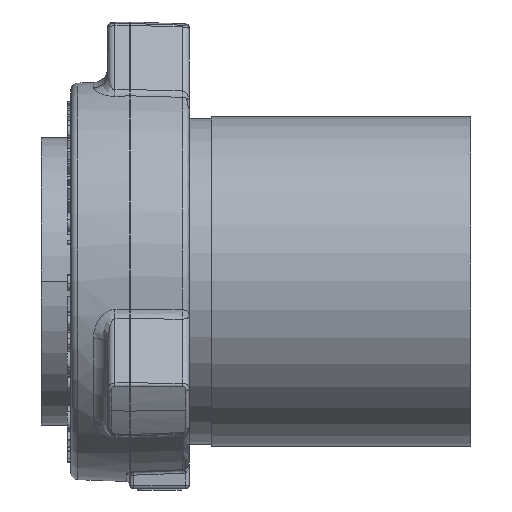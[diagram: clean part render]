
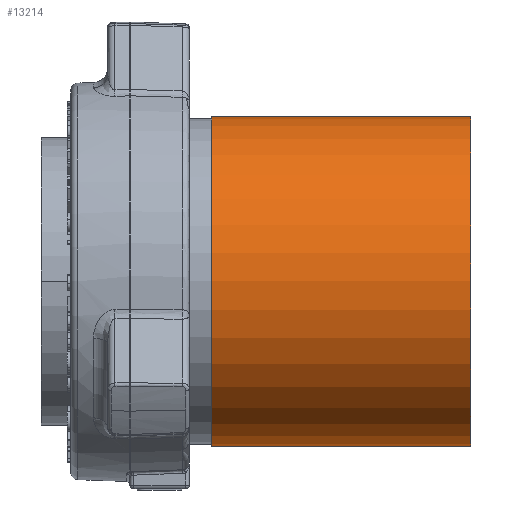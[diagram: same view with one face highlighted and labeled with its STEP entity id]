
A CAD part, left-side view. The second image highlights one B-rep face of the part: STEP entity #13214.
In plain terms, the highlighted cylindrical face has radius 70.65 mm (diameter 141.3 mm), a partial arc.
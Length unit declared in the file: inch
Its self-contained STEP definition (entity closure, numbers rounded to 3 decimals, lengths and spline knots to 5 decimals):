
#850 = ORIENTED_EDGE ( 'NONE', *, *, #13440, .T. ) ;
#1064 = VERTEX_POINT ( 'NONE', #7966 ) ;
#1351 = CARTESIAN_POINT ( 'NONE',  ( 0., 4.375, 2.7815 ) ) ;
#4200 = CARTESIAN_POINT ( 'NONE',  ( 0., 6.125, 0. ) ) ;
#4426 = AXIS2_PLACEMENT_3D ( 'NONE', #9436, #18407, #4574 ) ;
#4495 = DIRECTION ( 'NONE',  ( 0., -1., 0. ) ) ;
#4574 = DIRECTION ( 'NONE',  ( 0., 0., -1. ) ) ;
#5138 = CARTESIAN_POINT ( 'NONE',  ( 0., 0., -2.7815 ) ) ;
#5585 = ORIENTED_EDGE ( 'NONE', *, *, #18947, .F. ) ;
#5834 = CARTESIAN_POINT ( 'NONE',  ( 0., 0., 2.7815 ) ) ;
#6203 = DIRECTION ( 'NONE',  ( 0., 0., 1. ) ) ;
#6657 = VECTOR ( 'NONE', #24972, 39.37008 ) ;
#7830 = ORIENTED_EDGE ( 'NONE', *, *, #24982, .T. ) ;
#7966 = CARTESIAN_POINT ( 'NONE',  ( 0., 4.375, -2.7815 ) ) ;
#8562 = AXIS2_PLACEMENT_3D ( 'NONE', #26990, #24563, #6203 ) ;
#9029 = LINE ( 'NONE', #26953, #27283 ) ;
#9436 = CARTESIAN_POINT ( 'NONE',  ( 0., 4.375, 0. ) ) ;
#9998 = CIRCLE ( 'NONE', #8562, 2.7815 ) ;
#13214 = ADVANCED_FACE ( 'NONE', ( #20009 ), #19413, .T. ) ;
#13311 = DIRECTION ( 'NONE',  ( 0., -1., 0. ) ) ;
#13440 = EDGE_CURVE ( 'NONE', #1064, #24876, #9029, .T. ) ;
#13640 = VERTEX_POINT ( 'NONE', #5834 ) ;
#14563 = EDGE_CURVE ( 'NONE', #15715, #1064, #17540, .T. ) ;
#15599 = DIRECTION ( 'NONE',  ( 0., 0., -1. ) ) ;
#15715 = VERTEX_POINT ( 'NONE', #1351 ) ;
#17540 = CIRCLE ( 'NONE', #4426, 2.7815 ) ;
#18407 = DIRECTION ( 'NONE',  ( 0., -1., 0. ) ) ;
#18947 = EDGE_CURVE ( 'NONE', #15715, #13640, #29250, .T. ) ;
#19413 = CYLINDRICAL_SURFACE ( 'NONE', #24378, 2.7815 ) ;
#20009 = FACE_OUTER_BOUND ( 'NONE', #29223, .T. ) ;
#22551 = CARTESIAN_POINT ( 'NONE',  ( 0., 6.125, 2.7815 ) ) ;
#24378 = AXIS2_PLACEMENT_3D ( 'NONE', #4200, #4495, #15599 ) ;
#24563 = DIRECTION ( 'NONE',  ( 0., 1., 0. ) ) ;
#24876 = VERTEX_POINT ( 'NONE', #5138 ) ;
#24972 = DIRECTION ( 'NONE',  ( 0., -1., 0. ) ) ;
#24982 = EDGE_CURVE ( 'NONE', #24876, #13640, #9998, .T. ) ;
#26953 = CARTESIAN_POINT ( 'NONE',  ( 0., 6.125, -2.7815 ) ) ;
#26990 = CARTESIAN_POINT ( 'NONE',  ( 0., 0., 0. ) ) ;
#27283 = VECTOR ( 'NONE', #13311, 39.37008 ) ;
#29223 = EDGE_LOOP ( 'NONE', ( #5585, #30108, #850, #7830 ) ) ;
#29250 = LINE ( 'NONE', #22551, #6657 ) ;
#30108 = ORIENTED_EDGE ( 'NONE', *, *, #14563, .T. ) ;
